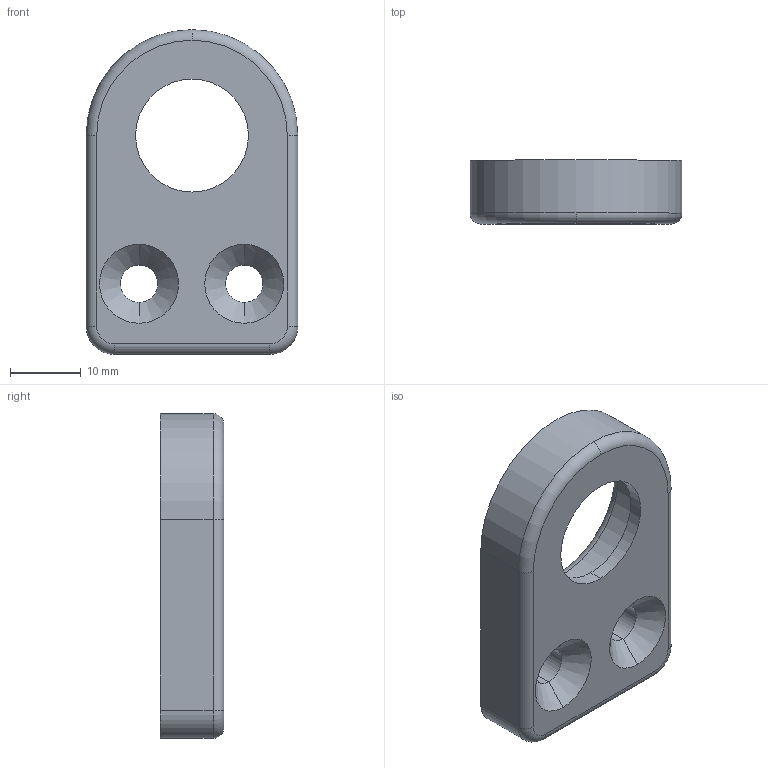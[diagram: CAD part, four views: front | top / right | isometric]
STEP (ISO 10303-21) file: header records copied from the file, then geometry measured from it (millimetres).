
FILE_DESCRIPTION (( 'STEP AP214' ), '1' );
FILE_NAME ('topLeadscrewStab.STEP', '2025-03-10T06:34:20', ( '' ), ( '' ), 'SwSTEP 2.0', 'SolidWorks 2024', '' );
FILE_SCHEMA (( 'AUTOMOTIVE_DESIGN' ));
Length unit declared in the file: millimetre
Products named in the file (1): topLeadscrewStab
Bounding box: 30 x 9 x 46 mm (x, y, z)
Volume: 7731.3 mm3; surface area: 4001.3 mm2
Topology: 1 solids, 1 shells, 30 faces, 69 edges, 42 vertices
Faces by surface type: cylinder 14, torus 6, plane 6, cone 4
Entity records: 1224 total; most frequent: DIRECTION 173, CARTESIAN_POINT 142, ORIENTED_EDGE 138, AXIS2_PLACEMENT_3D 73, EDGE_CURVE 69, VERTEX_POINT 42, CIRCLE 42, EDGE_LOOP 37
